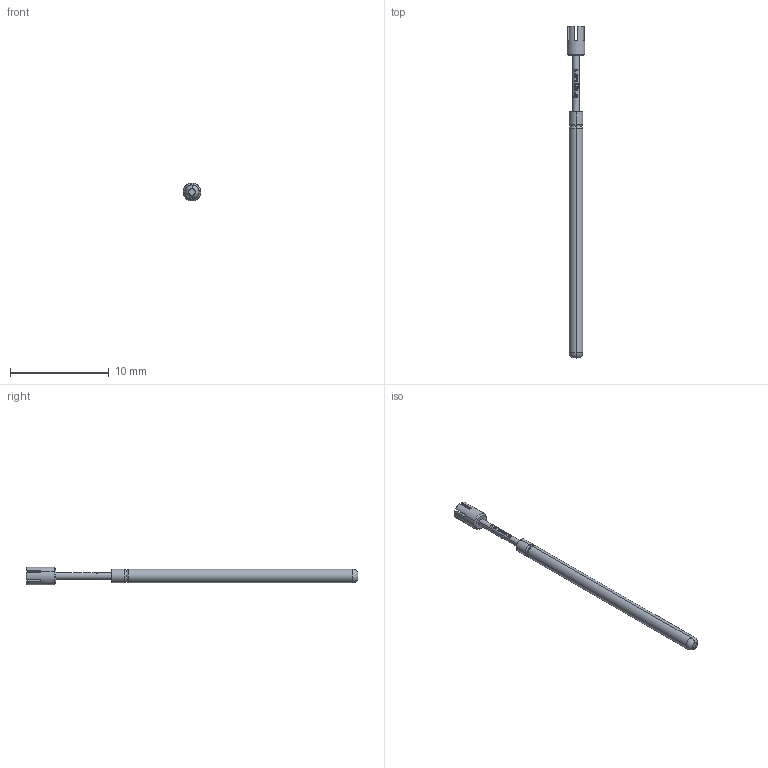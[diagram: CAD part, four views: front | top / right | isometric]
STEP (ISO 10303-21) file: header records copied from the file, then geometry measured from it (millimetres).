
FILE_DESCRIPTION (( 'STEP AP203' ), '1' );
FILE_NAME ('INGUN_GKS-100_319_180_A_xx00_Q.STEP', '2022-03-22T07:59:55', ( 'ochi' ), ( '' ), 'SwSTEP 2.0', 'SolidWorks 2018', '' );
FILE_SCHEMA (( 'CONFIG_CONTROL_DESIGN' ));
Length unit declared in the file: millimetre
Products named in the file (1): INGUN_GKS-100_319_180_A_xx00_Q
Bounding box: 1.8 x 33.7 x 1.8 mm (x, y, z)
Volume: 44.2 mm3; surface area: 151.3 mm2
Topology: 1 solids, 1 shells, 114 faces, 300 edges, 196 vertices
Faces by surface type: plane 56, bspline 22, cylinder 16, cone 14, torus 6
Entity records: 4583 total; most frequent: CARTESIAN_POINT 2127, ORIENTED_EDGE 600, DIRECTION 324, EDGE_CURVE 300, B_SPLINE_CURVE_WITH_KNOTS 210, VERTEX_POINT 196, AXIS2_PLACEMENT_3D 141, EDGE_LOOP 122
